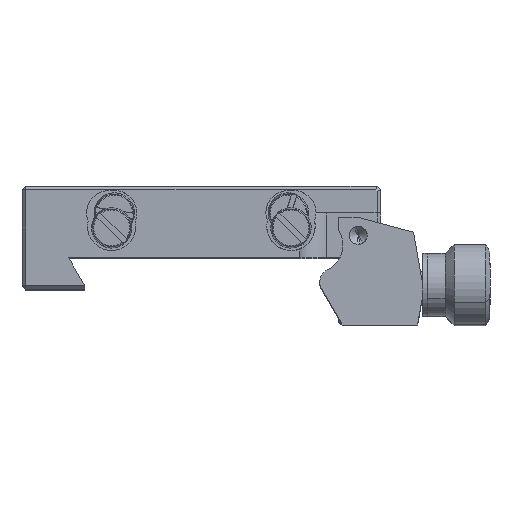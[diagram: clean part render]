
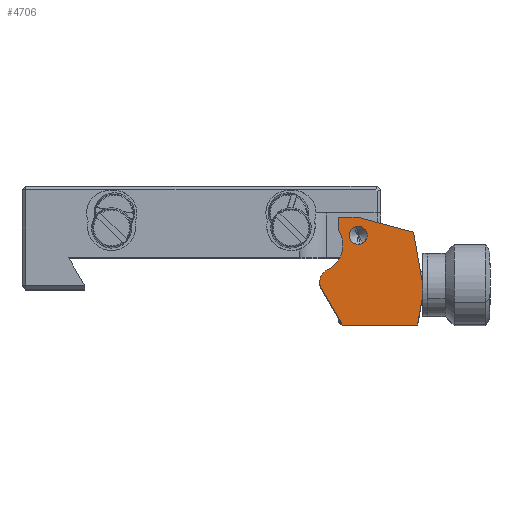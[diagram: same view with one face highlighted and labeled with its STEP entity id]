
A CAD part, top view. The second image highlights one B-rep face of the part: STEP entity #4706.
In plain terms, the highlighted planar face has unit normal (0, 0, 1).
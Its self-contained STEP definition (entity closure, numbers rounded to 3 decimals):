
#1234 = EDGE_LOOP ( 'NONE', ( #8831, #8855 ) ) ;
#1235 = EDGE_LOOP ( 'NONE', ( #8856, #9035, #10477, #10743, #10738, #10797, #10751, #10543, #8475, #10437 ) ) ;
#3082 = EDGE_CURVE ( 'NONE', #12175, #12187, #9596, .T. ) ;
#3103 = EDGE_CURVE ( 'NONE', #12157, #12179, #6424, .T. ) ;
#3121 = EDGE_CURVE ( 'NONE', #12188, #12157, #6487, .T. ) ;
#3129 = EDGE_CURVE ( 'NONE', #9095, #12174, #9657, .T. ) ;
#3130 = EDGE_CURVE ( 'NONE', #12174, #9092, #9658, .T. ) ;
#3136 = EDGE_CURVE ( 'NONE', #12155, #12162, #6523, .T. ) ;
#3140 = EDGE_CURVE ( 'NONE', #12162, #9095, #6528, .T. ) ;
#3141 = EDGE_CURVE ( 'NONE', #9092, #12188, #6547, .T. ) ;
#3150 = EDGE_CURVE ( 'NONE', #12187, #12175, #9684, .T. ) ;
#3166 = EDGE_CURVE ( 'NONE', #12486, #12499, #6622, .T. ) ;
#3169 = EDGE_CURVE ( 'NONE', #12179, #12486, #6631, .T. ) ;
#3170 = EDGE_CURVE ( 'NONE', #12499, #12155, #6634, .T. ) ;
#3651 = CARTESIAN_POINT ( 'NONE',  ( 14.7, -2.7, 5. ) ) ;
#3652 = FACE_OUTER_BOUND ( 'NONE', #1235, .T. ) ;
#3656 = FACE_BOUND ( 'NONE', #1234, .T. ) ;
#3657 = PLANE ( 'NONE',  #11450 ) ;
#3659 = DIRECTION ( 'NONE',  ( 0., 0., 1. ) ) ;
#3660 = DIRECTION ( 'NONE',  ( 0., 1., 0. ) ) ;
#4706 = ADVANCED_FACE ( 'NONE', ( #3656, #3652 ), #3657, .T. ) ;
#6370 = CARTESIAN_POINT ( 'NONE',  ( 17.5, 2.5, 5. ) ) ;
#6371 = DIRECTION ( 'NONE',  ( 0., 0., 1. ) ) ;
#6372 = DIRECTION ( 'NONE',  ( 0., 1., 0. ) ) ;
#6424 = LINE ( 'NONE', #6434, #9626 ) ;
#6434 = CARTESIAN_POINT ( 'NONE',  ( 24.7, -4.2, 5. ) ) ;
#6435 = DIRECTION ( 'NONE',  ( 0.174, 0.985, 0. ) ) ;
#6487 = LINE ( 'NONE', #6488, #9649 ) ;
#6488 = CARTESIAN_POINT ( 'NONE',  ( 24.118, -7.5, 5. ) ) ;
#6489 = DIRECTION ( 'NONE',  ( 1., 0., 0. ) ) ;
#6511 = CARTESIAN_POINT ( 'NONE',  ( 12.8, 1.379, 5. ) ) ;
#6512 = DIRECTION ( 'NONE',  ( 0., 0., -1. ) ) ;
#6513 = DIRECTION ( 'NONE',  ( 0., 1., 0. ) ) ;
#6514 = CARTESIAN_POINT ( 'NONE',  ( 14.7, -2.7, 5. ) ) ;
#6515 = DIRECTION ( 'NONE',  ( 0., 0., 1. ) ) ;
#6516 = DIRECTION ( 'NONE',  ( 0., 1., 0. ) ) ;
#6523 = LINE ( 'NONE', #6533, #9667 ) ;
#6528 = LINE ( 'NONE', #6545, #9668 ) ;
#6533 = CARTESIAN_POINT ( 'NONE',  ( 15.3, 4.5, 5. ) ) ;
#6534 = DIRECTION ( 'NONE',  ( -1., 0., 0. ) ) ;
#6545 = CARTESIAN_POINT ( 'NONE',  ( 15.3, 3.038, 5. ) ) ;
#6546 = DIRECTION ( 'NONE',  ( 0., -1., 0. ) ) ;
#6547 = LINE ( 'NONE', #6548, #9673 ) ;
#6548 = CARTESIAN_POINT ( 'NONE',  ( 15.739, -7.5, 5. ) ) ;
#6549 = DIRECTION ( 'NONE',  ( 0.5, -0.866, 0. ) ) ;
#6572 = CARTESIAN_POINT ( 'NONE',  ( 17.5, 2.5, 5. ) ) ;
#6573 = DIRECTION ( 'NONE',  ( 0., 0., 1. ) ) ;
#6574 = DIRECTION ( 'NONE',  ( 0., 1., 0. ) ) ;
#6622 = LINE ( 'NONE', #6623, #9705 ) ;
#6623 = CARTESIAN_POINT ( 'NONE',  ( 23.669, 2.847, 5. ) ) ;
#6624 = DIRECTION ( 'NONE',  ( -0.174, 0.985, 0. ) ) ;
#6631 = LINE ( 'NONE', #6632, #9710 ) ;
#6632 = CARTESIAN_POINT ( 'NONE',  ( 24.7, -3., 5. ) ) ;
#6633 = DIRECTION ( 'NONE',  ( 0., 1., 0. ) ) ;
#6634 = LINE ( 'NONE', #6635, #9711 ) ;
#6635 = CARTESIAN_POINT ( 'NONE',  ( 17.5, 4.5, 5. ) ) ;
#6636 = DIRECTION ( 'NONE',  ( -0.966, 0.259, 0. ) ) ;
#7985 = CARTESIAN_POINT ( 'NONE',  ( 13.401, -3.45, 5. ) ) ;
#7986 = CARTESIAN_POINT ( 'NONE',  ( 15.3, 3.038, 5. ) ) ;
#8049 = CARTESIAN_POINT ( 'NONE',  ( 15.3, 4.5, 5. ) ) ;
#8051 = CARTESIAN_POINT ( 'NONE',  ( 17.5, 4.5, 5. ) ) ;
#8053 = CARTESIAN_POINT ( 'NONE',  ( 24.118, -7.5, 5. ) ) ;
#8067 = CARTESIAN_POINT ( 'NONE',  ( 14.067, -1.34, 5. ) ) ;
#8068 = CARTESIAN_POINT ( 'NONE',  ( 17.5, 1.5, 5. ) ) ;
#8072 = CARTESIAN_POINT ( 'NONE',  ( 24.7, -4.2, 5. ) ) ;
#8080 = CARTESIAN_POINT ( 'NONE',  ( 17.5, 3.5, 5. ) ) ;
#8081 = CARTESIAN_POINT ( 'NONE',  ( 15.739, -7.5, 5. ) ) ;
#8311 = CARTESIAN_POINT ( 'NONE',  ( 24.7, -3., 5. ) ) ;
#8324 = CARTESIAN_POINT ( 'NONE',  ( 23.669, 2.847, 5. ) ) ;
#8475 = ORIENTED_EDGE ( 'NONE', *, *, #3140, .T. ) ;
#8831 = ORIENTED_EDGE ( 'NONE', *, *, #3150, .F. ) ;
#8855 = ORIENTED_EDGE ( 'NONE', *, *, #3082, .F. ) ;
#8856 = ORIENTED_EDGE ( 'NONE', *, *, #3130, .T. ) ;
#9035 = ORIENTED_EDGE ( 'NONE', *, *, #3141, .T. ) ;
#9092 = VERTEX_POINT ( 'NONE', #7985 ) ;
#9095 = VERTEX_POINT ( 'NONE', #7986 ) ;
#9596 = CIRCLE ( 'NONE', #9600, 1. ) ;
#9600 = AXIS2_PLACEMENT_3D ( 'NONE', #6370, #6371, #6372 ) ;
#9626 = VECTOR ( 'NONE', #6435, 1000. ) ;
#9649 = VECTOR ( 'NONE', #6489, 1000. ) ;
#9657 = CIRCLE ( 'NONE', #9659, 3. ) ;
#9658 = CIRCLE ( 'NONE', #9661, 1.5 ) ;
#9659 = AXIS2_PLACEMENT_3D ( 'NONE', #6511, #6512, #6513 ) ;
#9661 = AXIS2_PLACEMENT_3D ( 'NONE', #6514, #6515, #6516 ) ;
#9667 = VECTOR ( 'NONE', #6534, 1000. ) ;
#9668 = VECTOR ( 'NONE', #6546, 1000. ) ;
#9673 = VECTOR ( 'NONE', #6549, 1000. ) ;
#9684 = CIRCLE ( 'NONE', #9687, 1. ) ;
#9687 = AXIS2_PLACEMENT_3D ( 'NONE', #6572, #6573, #6574 ) ;
#9705 = VECTOR ( 'NONE', #6624, 1000. ) ;
#9710 = VECTOR ( 'NONE', #6633, 1000. ) ;
#9711 = VECTOR ( 'NONE', #6636, 1000. ) ;
#10437 = ORIENTED_EDGE ( 'NONE', *, *, #3129, .T. ) ;
#10477 = ORIENTED_EDGE ( 'NONE', *, *, #3121, .T. ) ;
#10543 = ORIENTED_EDGE ( 'NONE', *, *, #3136, .T. ) ;
#10738 = ORIENTED_EDGE ( 'NONE', *, *, #3169, .T. ) ;
#10743 = ORIENTED_EDGE ( 'NONE', *, *, #3103, .T. ) ;
#10751 = ORIENTED_EDGE ( 'NONE', *, *, #3170, .T. ) ;
#10797 = ORIENTED_EDGE ( 'NONE', *, *, #3166, .T. ) ;
#11450 = AXIS2_PLACEMENT_3D ( 'NONE', #3651, #3659, #3660 ) ;
#12155 = VERTEX_POINT ( 'NONE', #8051 ) ;
#12157 = VERTEX_POINT ( 'NONE', #8053 ) ;
#12162 = VERTEX_POINT ( 'NONE', #8049 ) ;
#12174 = VERTEX_POINT ( 'NONE', #8067 ) ;
#12175 = VERTEX_POINT ( 'NONE', #8068 ) ;
#12179 = VERTEX_POINT ( 'NONE', #8072 ) ;
#12187 = VERTEX_POINT ( 'NONE', #8080 ) ;
#12188 = VERTEX_POINT ( 'NONE', #8081 ) ;
#12486 = VERTEX_POINT ( 'NONE', #8311 ) ;
#12499 = VERTEX_POINT ( 'NONE', #8324 ) ;
